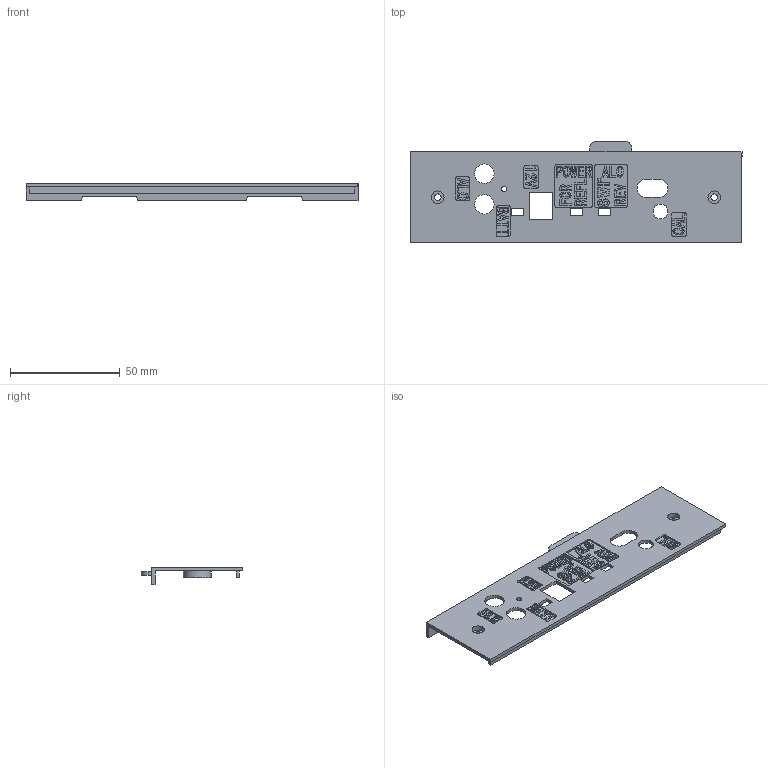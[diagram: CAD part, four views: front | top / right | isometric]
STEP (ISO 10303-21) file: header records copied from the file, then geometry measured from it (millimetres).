
FILE_DESCRIPTION(/* description */ ('Unknown'),/* implementation_level */ '2;1');
FILE_NAME(/* name */ 'Back Panel',/* time_stamp */ '2023-11-26T18:29:22Z',/* author */ ('Unknown'),/* organization */ ('Unknown'),/* preprocessor_version */ 'ST-DEVELOPER v19.4',/* originating_system */ 'Solid Edge',/* authorisation */ 'Unknown');
FILE_SCHEMA (('AUTOMOTIVE_DESIGN {1 0 10303 214 3 1 1}'));
Length unit declared in the file: millimetre
Products named in the file (1): Back Panel
Bounding box: 151.53 x 46.38 x 7.94 mm (x, y, z)
Volume: 11656.2 mm3; surface area: 16662.1 mm2
Topology: 1 solids, 1 shells, 456 faces, 1181 edges, 788 vertices
Faces by surface type: plane 380, cylinder 44, bspline 32
Full cylindrical faces by diameter (mm): 2.4 x1, 3.048 x2, 5.715 x2, 6.765 x1, 8.908 x2, 12.7 x2
Entity records: 15473 total; most frequent: CARTESIAN_POINT 4426, ORIENTED_EDGE 2322, DIRECTION 2035, EDGE_CURVE 1161, LINE 1009, VECTOR 1009, VERTEX_POINT 786, EDGE_LOOP 557
